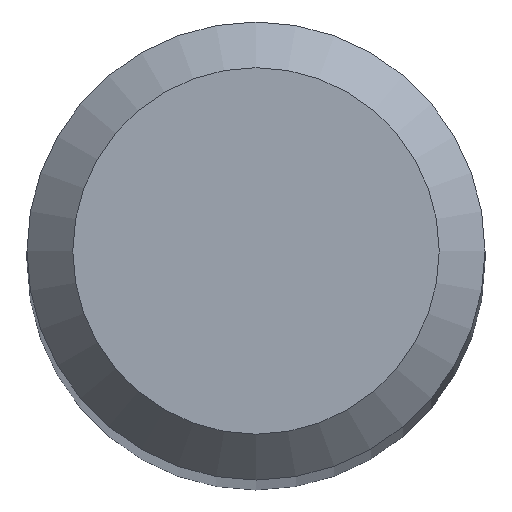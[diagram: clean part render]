
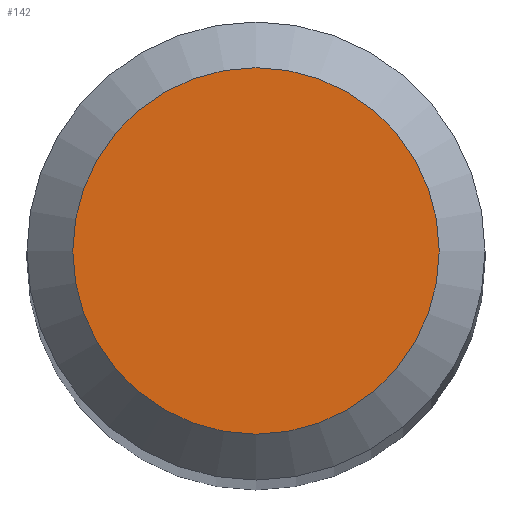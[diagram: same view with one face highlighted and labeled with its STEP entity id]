
A CAD part, top view. The second image highlights one B-rep face of the part: STEP entity #142.
In plain terms, the highlighted planar face has unit normal (0, 0, 1).
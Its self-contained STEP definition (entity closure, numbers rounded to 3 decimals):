
#8 = FACE_OUTER_BOUND ( 'NONE', #50, .T. ) ;
#29 = DIRECTION ( 'NONE',  ( 0., 1., 0. ) ) ;
#41 = PLANE ( 'NONE',  #210 ) ;
#50 = EDGE_LOOP ( 'NONE', ( #188 ) ) ;
#62 = CARTESIAN_POINT ( 'NONE',  ( 0., 0., 38. ) ) ;
#76 = DIRECTION ( 'NONE',  ( 0., 0., -1. ) ) ;
#98 = CARTESIAN_POINT ( 'NONE',  ( 0., 0.8, 38. ) ) ;
#115 = EDGE_CURVE ( 'NONE', #138, #138, #230, .T. ) ;
#118 = DIRECTION ( 'NONE',  ( 0., 0., -1. ) ) ;
#138 = VERTEX_POINT ( 'NONE', #98 ) ;
#139 = DIRECTION ( 'NONE',  ( 0., 1., 0. ) ) ;
#142 = ADVANCED_FACE ( 'NONE', ( #8 ), #41, .F. ) ;
#176 = CARTESIAN_POINT ( 'NONE',  ( 0., 0., 38. ) ) ;
#186 = AXIS2_PLACEMENT_3D ( 'NONE', #176, #76, #29 ) ;
#188 = ORIENTED_EDGE ( 'NONE', *, *, #115, .F. ) ;
#210 = AXIS2_PLACEMENT_3D ( 'NONE', #62, #118, #139 ) ;
#230 = CIRCLE ( 'NONE', #186, 0.8 ) ;
